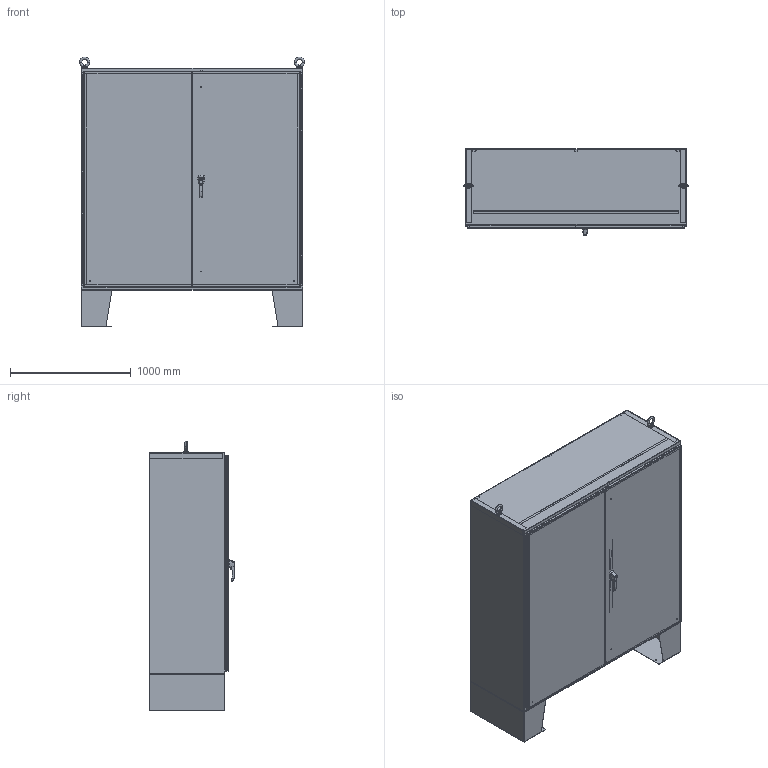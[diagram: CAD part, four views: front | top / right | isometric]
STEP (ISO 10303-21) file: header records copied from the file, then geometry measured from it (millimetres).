
FILE_DESCRIPTION (( 'STEP AP203' ), '1' );
FILE_NAME ('1422F24F_Default.step', '2019-11-04T15:03:36', ( '' ), ( '' ), 'SwSTEP 2.0', 'SolidWorks 2019', '' );
FILE_SCHEMA (( 'CONFIG_CONTROL_DESIGN' ));
Length unit declared in the file: inch
Products named in the file (1): 1422F24F_Default
Bounding box: 1857.28 x 710.26 x 2229.56 mm (x, y, z)
Volume: 46528382.8 mm3; surface area: 34540569.7 mm2
Topology: 92 solids, 92 shells, 2997 faces, 7807 edges, 5025 vertices
Faces by surface type: cylinder 1378, plane 1372, bspline 145, cone 86, torus 16
Entity records: 105938 total; most frequent: CARTESIAN_POINT 31274, DIRECTION 15788, ORIENTED_EDGE 15594, EDGE_CURVE 7797, AXIS2_PLACEMENT_3D 5704, VERTEX_POINT 5025, VECTOR 4380, LINE 4380
